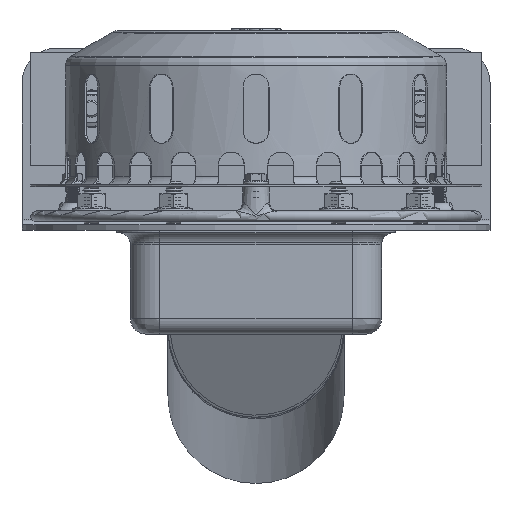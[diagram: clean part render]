
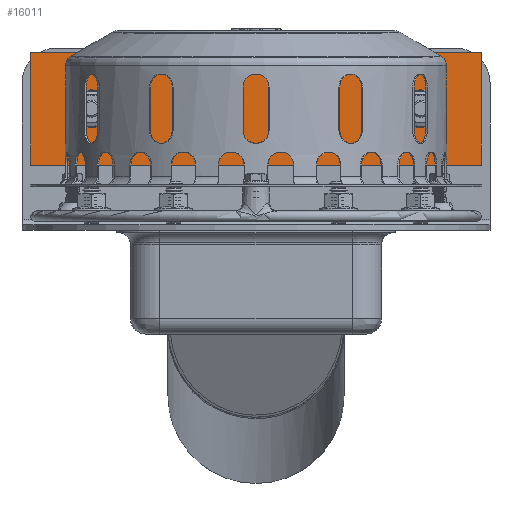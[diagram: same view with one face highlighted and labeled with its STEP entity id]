
A CAD part, left-side view. The second image highlights one B-rep face of the part: STEP entity #16011.
In plain terms, the highlighted planar face has unit normal (-1, 0, 0).
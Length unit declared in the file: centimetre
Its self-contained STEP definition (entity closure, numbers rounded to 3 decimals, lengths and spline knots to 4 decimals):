
#744=FACE_BOUND('',#3227,.T.);
#745=FACE_BOUND('',#3228,.T.);
#1233=PLANE('',#17958);
#2170=FACE_OUTER_BOUND('',#3226,.T.);
#3226=EDGE_LOOP('',(#14508,#14509,#14510,#14511));
#3227=EDGE_LOOP('',(#14512));
#3228=EDGE_LOOP('',(#14513));
#4218=LINE('',#34741,#5194);
#4221=LINE('',#34746,#5197);
#4224=LINE('',#34762,#5200);
#4226=LINE('',#34765,#5202);
#5194=VECTOR('',#22728,1.);
#5197=VECTOR('',#22733,1.);
#5200=VECTOR('',#22752,1.);
#5202=VECTOR('',#22756,1.);
#6126=CIRCLE('',#17953,8.);
#6127=CIRCLE('',#17955,8.);
#7525=VERTEX_POINT('',#34738);
#7526=VERTEX_POINT('',#34740);
#7527=VERTEX_POINT('',#34744);
#7530=VERTEX_POINT('',#34753);
#7531=VERTEX_POINT('',#34757);
#7532=VERTEX_POINT('',#34761);
#9857=EDGE_CURVE('',#7526,#7525,#4218,.T.);
#9860=EDGE_CURVE('',#7525,#7527,#4221,.T.);
#9863=EDGE_CURVE('',#7530,#7530,#6126,.T.);
#9865=EDGE_CURVE('',#7531,#7531,#6127,.T.);
#9867=EDGE_CURVE('',#7532,#7526,#4224,.T.);
#9869=EDGE_CURVE('',#7527,#7532,#4226,.T.);
#14508=ORIENTED_EDGE('',*,*,#9860,.T.);
#14509=ORIENTED_EDGE('',*,*,#9869,.T.);
#14510=ORIENTED_EDGE('',*,*,#9867,.T.);
#14511=ORIENTED_EDGE('',*,*,#9857,.T.);
#14512=ORIENTED_EDGE('',*,*,#9865,.T.);
#14513=ORIENTED_EDGE('',*,*,#9863,.T.);
#16011=ADVANCED_FACE('',(#2170,#744,#745),#1233,.T.);
#17953=AXIS2_PLACEMENT_3D('',#34754,#22742,#22743);
#17955=AXIS2_PLACEMENT_3D('',#34758,#22747,#22748);
#17958=AXIS2_PLACEMENT_3D('',#34766,#22757,#22758);
#22728=DIRECTION('',(0.,-1.,0.));
#22733=DIRECTION('',(0.,0.,1.));
#22742=DIRECTION('center_axis',(1.,0.,0.));
#22743=DIRECTION('ref_axis',(0.,1.,0.));
#22747=DIRECTION('center_axis',(1.,0.,0.));
#22748=DIRECTION('ref_axis',(0.,1.,0.));
#22752=DIRECTION('',(0.,0.,-1.));
#22756=DIRECTION('',(0.,1.,0.));
#22757=DIRECTION('center_axis',(-1.,0.,0.));
#22758=DIRECTION('ref_axis',(0.,1.,0.));
#34738=CARTESIAN_POINT('',(270.,-130.,37.4626));
#34740=CARTESIAN_POINT('',(270.,130.,37.4626));
#34741=CARTESIAN_POINT('',(270.,130.,37.4626));
#34744=CARTESIAN_POINT('',(270.,-130.,102.4626));
#34746=CARTESIAN_POINT('',(270.,-130.,37.4626));
#34753=CARTESIAN_POINT('',(270.,-103.,69.9626));
#34754=CARTESIAN_POINT('Origin',(270.,-95.,69.9626));
#34757=CARTESIAN_POINT('',(270.,87.,69.9626));
#34758=CARTESIAN_POINT('Origin',(270.,95.,69.9626));
#34761=CARTESIAN_POINT('',(270.,130.,102.4626));
#34762=CARTESIAN_POINT('',(270.,130.,102.4626));
#34765=CARTESIAN_POINT('',(270.,-130.,102.4626));
#34766=CARTESIAN_POINT('Origin',(270.,0.,69.9626));
